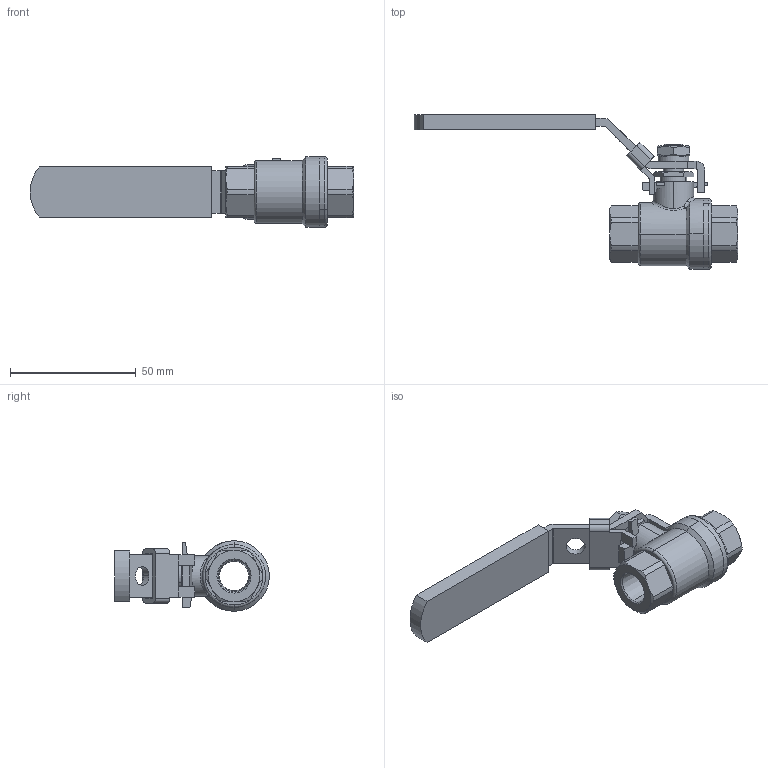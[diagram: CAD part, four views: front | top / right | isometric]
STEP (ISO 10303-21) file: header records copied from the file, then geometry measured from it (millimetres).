
FILE_DESCRIPTION (( 'STEP AP214' ), '1' );
FILE_NAME ('QF278 1-4.STEP', '2024-12-24T03:37:03', ( 'Windows 蚚誧' ), ( 'Organization' ), 'SwSTEP 2.0', 'SolidWorks 2022', '' );
FILE_SCHEMA (( 'AUTOMOTIVE_DESIGN' ));
Length unit declared in the file: millimetre
Products named in the file (13): QF278 1-4; hex thin nuts-grades ab-chamfered gb_GB_FASTENER_NUT_STNAB M8-N; GLAND NUT; JOINT GASKET; GBㄞT93-1987; BODY; BALL SEAT; CAP; STEM; STEM PACKING; THRUST WASHER; BALL; 1-4HANDLE
Assembly tree (13 placements, depth 2):
  QF278 1-4
    BODY
    CAP
    GLAND NUT
    BALL
    BALL SEAT  x2
    THRUST WASHER
    STEM PACKING
    STEM
    1-4HANDLE
    hex thin nuts-grades ab-chamfered gb_GB_FASTENER_NUT_STNAB M8-N
    GBㄞT93-1987
    JOINT GASKET
Bounding box: 128.45 x 61.4 x 28 mm (x, y, z)
Volume: 31734.5 mm3; surface area: 23894 mm2
Topology: 14 solids, 14 shells, 422 faces, 1062 edges, 682 vertices
Faces by surface type: cylinder 194, plane 143, cone 64, bspline 13, torus 4, sphere 4
Entity records: 18678 total; most frequent: CARTESIAN_POINT 8753, ORIENTED_EDGE 2062, DIRECTION 1854, EDGE_CURVE 1031, AXIS2_PLACEMENT_3D 700, VERTEX_POINT 665, LINE 454, VECTOR 454
